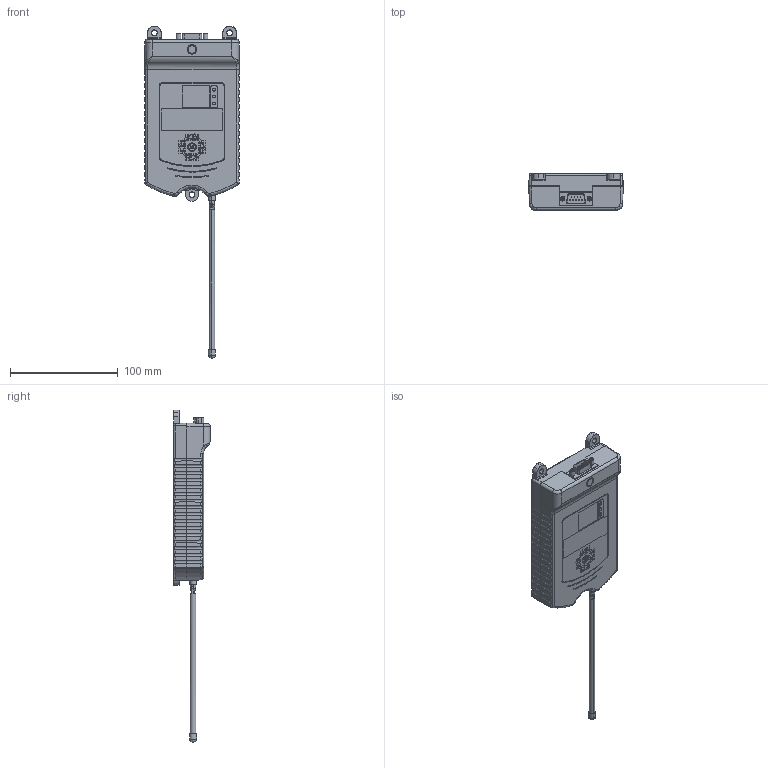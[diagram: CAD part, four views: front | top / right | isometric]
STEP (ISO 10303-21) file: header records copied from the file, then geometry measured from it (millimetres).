
FILE_DESCRIPTION((''),'2;1');
FILE_NAME('IFI OI Transmitter.stp','2008-01-02T16:40:19',('Owner'),(''),'Autodesk Inventor (R) 6.0','Autodesk Inventor (R) 6.0','');
FILE_SCHEMA(('AUTOMOTIVE_DESIGN { 1 0 10303 214 1 1 1 1 }'));
Length unit declared in the file: inch
Products named in the file (13): IFI OI Transmitter; RADIO-2007-COVER Rev3a; 90048A117; RADIO-2007-SLAVE-PCB; RADIO-2007-MASTER-PCB; 9M Dshell; RADIO-2007-BASE Rev4; Antenna Base; Antenna; RADIO-2007-LED-DECAL Rev1; IFI Logo; OI Transmitter Decal1; OI Transmitter Decal2
Assembly tree (15 placements, depth 2):
  IFI OI Transmitter
    RADIO-2007-COVER Rev3a
    90048A117  x4
    RADIO-2007-SLAVE-PCB
    RADIO-2007-MASTER-PCB
    9M Dshell
    RADIO-2007-BASE Rev4
    Antenna Base
    Antenna
    RADIO-2007-LED-DECAL Rev1
    IFI Logo
    OI Transmitter Decal1
    OI Transmitter Decal2
Bounding box: 87.73 x 34.24 x 308.66 mm (x, y, z)
Volume: 107740.8 mm3; surface area: 128340.3 mm2
Topology: 31 solids, 31 shells, 2658 faces, 6330 edges, 3767 vertices
Faces by surface type: cylinder 951, cone 928, plane 676, bspline 95, sphere 8
Entity records: 66156 total; most frequent: CARTESIAN_POINT 23624, DIRECTION 9005, ORIENTED_EDGE 8820, EDGE_CURVE 4410, AXIS2_PLACEMENT_3D 3368, VERTEX_POINT 2800, VECTOR 2269, LINE 2269
